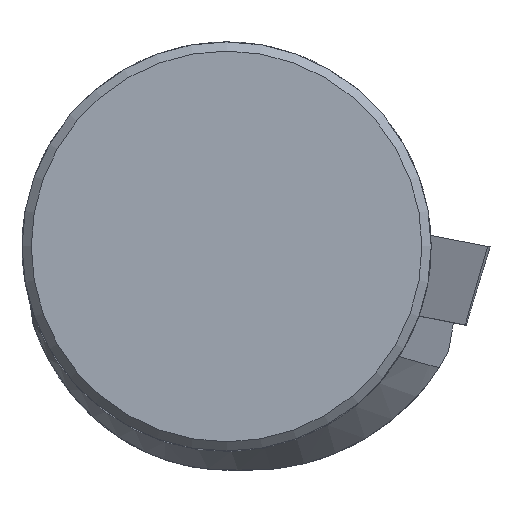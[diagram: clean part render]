
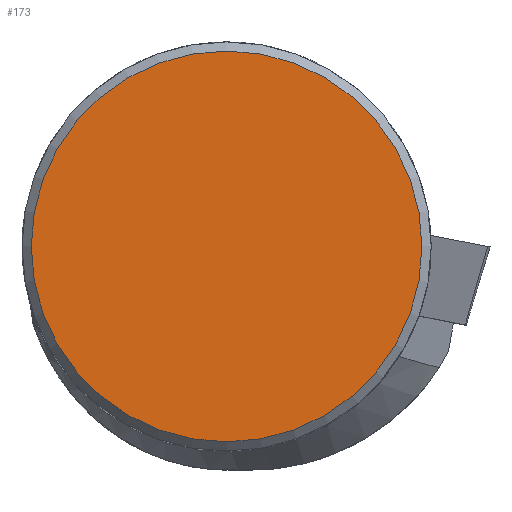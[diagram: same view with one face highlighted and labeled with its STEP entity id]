
A CAD part, top view. The second image highlights one B-rep face of the part: STEP entity #173.
In plain terms, the highlighted planar face has unit normal (0, 0, 1).
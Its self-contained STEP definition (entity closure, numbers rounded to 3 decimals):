
#144=PLANE('',#853);
#173=ADVANCED_FACE('',(#220),#144,.T.);
#220=FACE_OUTER_BOUND('',#252,.T.);
#252=EDGE_LOOP('',(#489));
#489=ORIENTED_EDGE('',*,*,#666,.F.);
#596=VERTEX_POINT('',#1204);
#666=EDGE_CURVE('',#596,#596,#731,.T.);
#731=CIRCLE('',#834,9.549);
#834=AXIS2_PLACEMENT_3D('',#1203,#953,#954);
#853=AXIS2_PLACEMENT_3D('',#1389,#1000,#1001);
#953=DIRECTION('',(0.,0.,-1.));
#954=DIRECTION('',(1.,0.,0.));
#1000=DIRECTION('',(0.,0.,1.));
#1001=DIRECTION('',(1.,0.,0.));
#1203=CARTESIAN_POINT('',(0.,0.,0.));
#1204=CARTESIAN_POINT('',(9.549,0.,0.));
#1389=CARTESIAN_POINT('',(0.,0.,0.));
